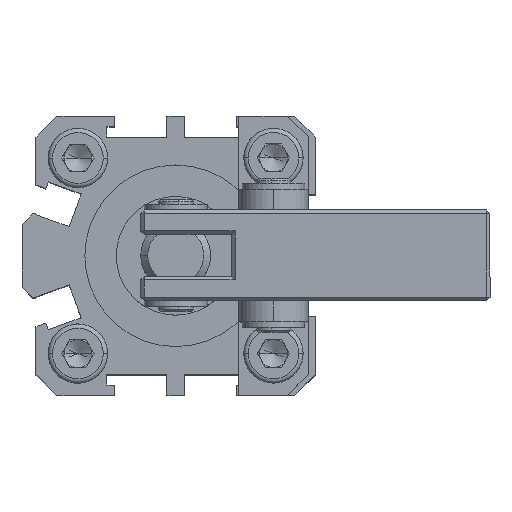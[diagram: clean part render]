
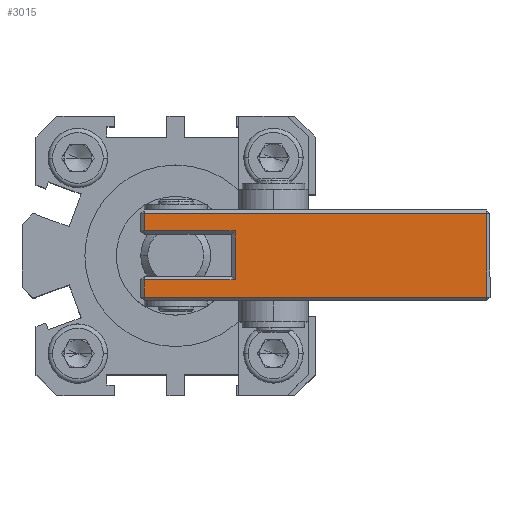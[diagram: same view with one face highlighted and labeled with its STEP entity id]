
A CAD part, top view. The second image highlights one B-rep face of the part: STEP entity #3015.
In plain terms, the highlighted planar face has unit normal (0, 0, 1).
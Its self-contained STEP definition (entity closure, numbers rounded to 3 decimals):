
#1046 = AXIS2_PLACEMENT_3D ( 'NONE', #2084, #2090, #2091 ) ;
#1919 = FACE_OUTER_BOUND ( 'NONE', #9957, .T. ) ;
#2080 = PLANE ( 'NONE',  #1046 ) ;
#2084 = CARTESIAN_POINT ( 'NONE',  ( 0., 0., 13. ) ) ;
#2090 = DIRECTION ( 'NONE',  ( 0., 0., 1. ) ) ;
#2091 = DIRECTION ( 'NONE',  ( 1., 0., 0. ) ) ;
#2354 = DIRECTION ( 'NONE',  ( 0., -1., 0. ) ) ;
#2358 = CARTESIAN_POINT ( 'NONE',  ( -24.5, -6.5, 13. ) ) ;
#2362 = CARTESIAN_POINT ( 'NONE',  ( -25., -3.5, 13. ) ) ;
#2363 = DIRECTION ( 'NONE',  ( -1., 0., 0. ) ) ;
#2364 = CARTESIAN_POINT ( 'NONE',  ( -11.5, -3., 13. ) ) ;
#2365 = DIRECTION ( 'NONE',  ( 0., -1., 0. ) ) ;
#2366 = CARTESIAN_POINT ( 'NONE',  ( -12., 3.5, 13. ) ) ;
#2367 = DIRECTION ( 'NONE',  ( 1., 0., 0. ) ) ;
#2368 = CARTESIAN_POINT ( 'NONE',  ( -24.5, 3., 13. ) ) ;
#2369 = DIRECTION ( 'NONE',  ( 0., -1., 0. ) ) ;
#2370 = CARTESIAN_POINT ( 'NONE',  ( -25., 6., 13. ) ) ;
#2371 = DIRECTION ( 'NONE',  ( -1., 0., 0. ) ) ;
#2431 = VECTOR ( 'NONE', #8260, 1000. ) ;
#2433 = VECTOR ( 'NONE', #8259, 1000. ) ;
#2436 = LINE ( 'NONE', #8257, #2433 ) ;
#2450 = LINE ( 'NONE', #8239, #2431 ) ;
#2660 = VECTOR ( 'NONE', #2371, 1000. ) ;
#2662 = VECTOR ( 'NONE', #2369, 1000. ) ;
#2663 = LINE ( 'NONE', #2370, #2660 ) ;
#2664 = VECTOR ( 'NONE', #2367, 1000. ) ;
#2665 = LINE ( 'NONE', #2368, #2662 ) ;
#2666 = VECTOR ( 'NONE', #2365, 1000. ) ;
#2667 = LINE ( 'NONE', #2366, #2664 ) ;
#2668 = VECTOR ( 'NONE', #2363, 1000. ) ;
#2669 = LINE ( 'NONE', #2364, #2666 ) ;
#2670 = VECTOR ( 'NONE', #2354, 1000. ) ;
#2671 = LINE ( 'NONE', #2362, #2668 ) ;
#2674 = LINE ( 'NONE', #2358, #2670 ) ;
#3015 = ADVANCED_FACE ( 'NONE', ( #1919 ), #2080, .T. ) ;
#3497 = ORIENTED_EDGE ( 'NONE', *, *, #4619, .T. ) ;
#3498 = ORIENTED_EDGE ( 'NONE', *, *, #4618, .T. ) ;
#3499 = ORIENTED_EDGE ( 'NONE', *, *, #4617, .T. ) ;
#3500 = ORIENTED_EDGE ( 'NONE', *, *, #4616, .T. ) ;
#3501 = ORIENTED_EDGE ( 'NONE', *, *, #4615, .T. ) ;
#3502 = ORIENTED_EDGE ( 'NONE', *, *, #4614, .T. ) ;
#3503 = ORIENTED_EDGE ( 'NONE', *, *, #4478, .T. ) ;
#3504 = ORIENTED_EDGE ( 'NONE', *, *, #4477, .T. ) ;
#3880 = CARTESIAN_POINT ( 'NONE',  ( -24.5, 6., 13. ) ) ;
#3887 = CARTESIAN_POINT ( 'NONE',  ( 24.5, 6., 13. ) ) ;
#3893 = CARTESIAN_POINT ( 'NONE',  ( -24.5, 3.5, 13. ) ) ;
#3894 = CARTESIAN_POINT ( 'NONE',  ( -11.5, 3.5, 13. ) ) ;
#3895 = CARTESIAN_POINT ( 'NONE',  ( -11.5, -3.5, 13. ) ) ;
#3896 = CARTESIAN_POINT ( 'NONE',  ( -24.5, -3.5, 13. ) ) ;
#3897 = CARTESIAN_POINT ( 'NONE',  ( -24.5, -6., 13. ) ) ;
#3898 = CARTESIAN_POINT ( 'NONE',  ( 24.5, -6., 13. ) ) ;
#4477 = EDGE_CURVE ( 'NONE', #9051, #9040, #2436, .T. ) ;
#4478 = EDGE_CURVE ( 'NONE', #9050, #9051, #2450, .T. ) ;
#4614 = EDGE_CURVE ( 'NONE', #9049, #9050, #2674, .T. ) ;
#4615 = EDGE_CURVE ( 'NONE', #9048, #9049, #2671, .T. ) ;
#4616 = EDGE_CURVE ( 'NONE', #9047, #9048, #2669, .T. ) ;
#4617 = EDGE_CURVE ( 'NONE', #9046, #9047, #2667, .T. ) ;
#4618 = EDGE_CURVE ( 'NONE', #9033, #9046, #2665, .T. ) ;
#4619 = EDGE_CURVE ( 'NONE', #9040, #9033, #2663, .T. ) ;
#8239 = CARTESIAN_POINT ( 'NONE',  ( 25., -6., 13. ) ) ;
#8257 = CARTESIAN_POINT ( 'NONE',  ( 24.5, 6.5, 13. ) ) ;
#8259 = DIRECTION ( 'NONE',  ( 0., 1., 0. ) ) ;
#8260 = DIRECTION ( 'NONE',  ( 1., 0., 0. ) ) ;
#9033 = VERTEX_POINT ( 'NONE', #3880 ) ;
#9040 = VERTEX_POINT ( 'NONE', #3887 ) ;
#9046 = VERTEX_POINT ( 'NONE', #3893 ) ;
#9047 = VERTEX_POINT ( 'NONE', #3894 ) ;
#9048 = VERTEX_POINT ( 'NONE', #3895 ) ;
#9049 = VERTEX_POINT ( 'NONE', #3896 ) ;
#9050 = VERTEX_POINT ( 'NONE', #3897 ) ;
#9051 = VERTEX_POINT ( 'NONE', #3898 ) ;
#9957 = EDGE_LOOP ( 'NONE', ( #3497, #3498, #3499, #3500, #3501, #3502, #3503, #3504 ) ) ;
